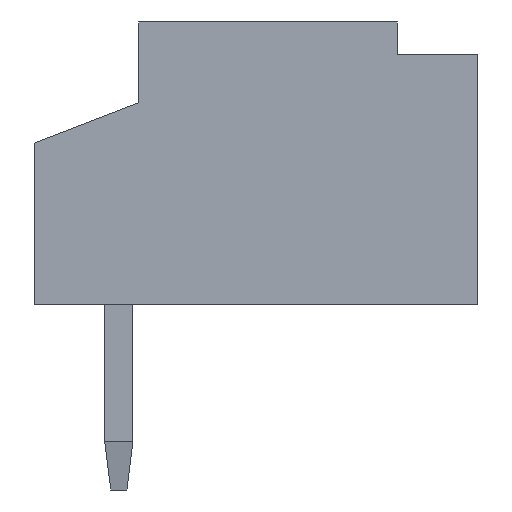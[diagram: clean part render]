
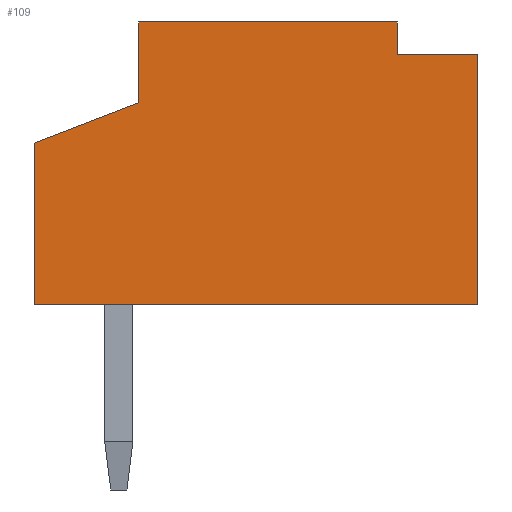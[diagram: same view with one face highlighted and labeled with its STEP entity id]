
A CAD part, left-side view. The second image highlights one B-rep face of the part: STEP entity #109.
In plain terms, the highlighted planar face has unit normal (-1, 0, 0).
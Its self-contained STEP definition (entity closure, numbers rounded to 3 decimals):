
#109=ADVANCED_FACE('',(#621),#371,.F.);
#371=PLANE('',#4933);
#621=FACE_OUTER_BOUND('',#904,.T.);
#904=EDGE_LOOP('',(#1432,#1433,#1434,#1435,#1436,#1437,#1438,#1439));
#1432=ORIENTED_EDGE('',*,*,#3154,.F.);
#1433=ORIENTED_EDGE('',*,*,#3162,.F.);
#1434=ORIENTED_EDGE('',*,*,#3174,.F.);
#1435=ORIENTED_EDGE('',*,*,#3127,.F.);
#1436=ORIENTED_EDGE('',*,*,#2970,.F.);
#1437=ORIENTED_EDGE('',*,*,#3144,.F.);
#1438=ORIENTED_EDGE('',*,*,#3141,.F.);
#1439=ORIENTED_EDGE('',*,*,#3138,.F.);
#2536=VERTEX_POINT('',#6494);
#2537=VERTEX_POINT('',#6496);
#2681=VERTEX_POINT('',#6802);
#2690=VERTEX_POINT('',#6823);
#2691=VERTEX_POINT('',#6825);
#2693=VERTEX_POINT('',#6831);
#2703=VERTEX_POINT('',#6855);
#2708=VERTEX_POINT('',#6869);
#2970=EDGE_CURVE('',#2536,#2537,#3644,.T.);
#3127=EDGE_CURVE('',#2537,#2681,#3801,.T.);
#3138=EDGE_CURVE('',#2690,#2691,#3812,.T.);
#3141=EDGE_CURVE('',#2691,#2693,#3815,.T.);
#3144=EDGE_CURVE('',#2693,#2536,#3818,.T.);
#3154=EDGE_CURVE('',#2703,#2690,#3828,.T.);
#3162=EDGE_CURVE('',#2708,#2703,#3836,.T.);
#3174=EDGE_CURVE('',#2681,#2708,#3848,.T.);
#3644=LINE('',#6495,#4298);
#3801=LINE('',#6801,#4455);
#3812=LINE('',#6824,#4466);
#3815=LINE('',#6830,#4469);
#3818=LINE('',#6835,#4472);
#3828=LINE('',#6856,#4482);
#3836=LINE('',#6870,#4490);
#3848=LINE('',#6892,#4502);
#4298=VECTOR('',#5237,1.);
#4455=VECTOR('',#5404,1.);
#4466=VECTOR('',#5419,1.);
#4469=VECTOR('',#5424,1.);
#4472=VECTOR('',#5429,1.);
#4482=VECTOR('',#5441,1.);
#4490=VECTOR('',#5451,1.);
#4502=VECTOR('',#5471,1.);
#4933=AXIS2_PLACEMENT_3D('',#6900,#5481,#5482);
#5237=DIRECTION('',(0.,0.,1.));
#5404=DIRECTION('',(0.,-1.,0.));
#5419=DIRECTION('',(0.,1.,0.));
#5424=DIRECTION('',(0.,0.,1.));
#5429=DIRECTION('',(0.,-0.933,0.359));
#5441=DIRECTION('',(0.,0.,-1.));
#5451=DIRECTION('',(0.,-1.,0.));
#5471=DIRECTION('',(0.,0.,-1.));
#5481=DIRECTION('',(1.,0.,0.));
#5482=DIRECTION('',(0.,0.,-1.));
#6494=CARTESIAN_POINT('',(-7.125,5.2,2.2));
#6495=CARTESIAN_POINT('',(-7.125,5.2,2.2));
#6496=CARTESIAN_POINT('',(-7.125,5.2,3.2));
#6801=CARTESIAN_POINT('',(-7.125,5.2,3.2));
#6802=CARTESIAN_POINT('',(-7.125,2.,3.2));
#6823=CARTESIAN_POINT('',(-7.125,1.,-0.3));
#6824=CARTESIAN_POINT('',(-7.125,1.,-0.3));
#6825=CARTESIAN_POINT('',(-7.125,6.5,-0.3));
#6830=CARTESIAN_POINT('',(-7.125,6.5,-0.3));
#6831=CARTESIAN_POINT('',(-7.125,6.5,1.7));
#6835=CARTESIAN_POINT('',(-7.125,6.5,1.7));
#6855=CARTESIAN_POINT('',(-7.125,1.,2.8));
#6856=CARTESIAN_POINT('',(-7.125,1.,2.8));
#6869=CARTESIAN_POINT('',(-7.125,2.,2.8));
#6870=CARTESIAN_POINT('',(-7.125,2.,2.8));
#6892=CARTESIAN_POINT('',(-7.125,2.,3.2));
#6900=CARTESIAN_POINT('',(-7.125,0.,0.));
